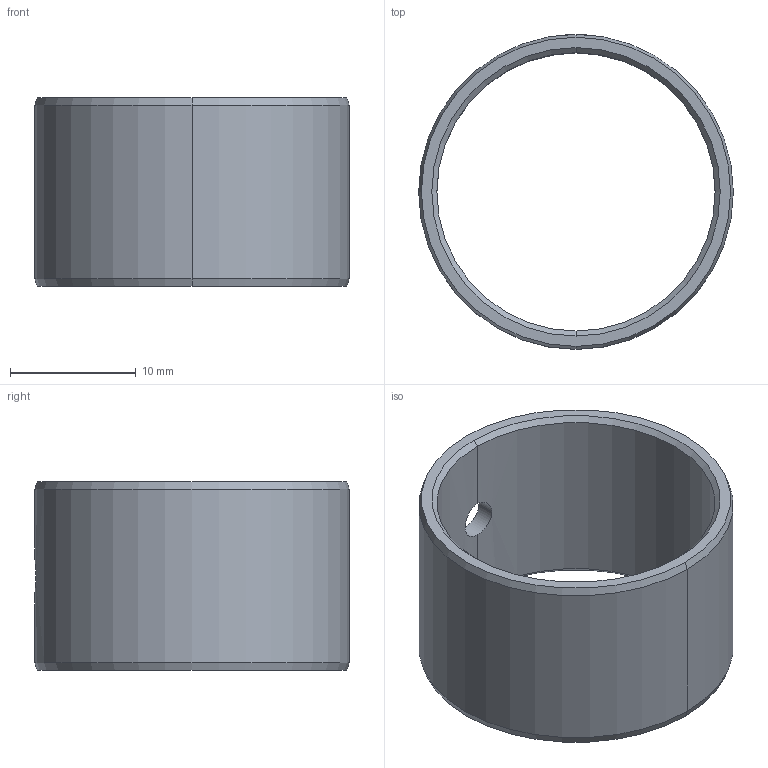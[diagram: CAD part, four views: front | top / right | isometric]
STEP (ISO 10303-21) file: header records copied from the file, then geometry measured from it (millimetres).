
FILE_DESCRIPTION((''),'2;1');
FILE_NAME('PG__A_2016_10_21','2016-08-05T',('deusss58'),(''),'PRO/ENGINEER BY PARAMETRIC TECHNOLOGY CORPORATION, 2014430','PRO/ENGINEER BY PARAMETRIC TECHNOLOGY CORPORATION, 2014430','');
FILE_SCHEMA(('CONFIG_CONTROL_DESIGN'));
Length unit declared in the file: millimetre
Products named in the file (1): PG__A_2016_10_21
Bounding box: 25 x 25 x 15 mm (x, y, z)
Volume: 1572.2 mm3; surface area: 2372.4 mm2
Topology: 1 solids, 1 shells, 16 faces, 40 edges, 24 vertices
Faces by surface type: cone 8, cylinder 6, plane 2
Entity records: 578 total; most frequent: CARTESIAN_POINT 152, DIRECTION 80, ORIENTED_EDGE 80, EDGE_CURVE 40, AXIS2_PLACEMENT_3D 32, VERTEX_POINT 24, EDGE_LOOP 18, VECTOR 16
